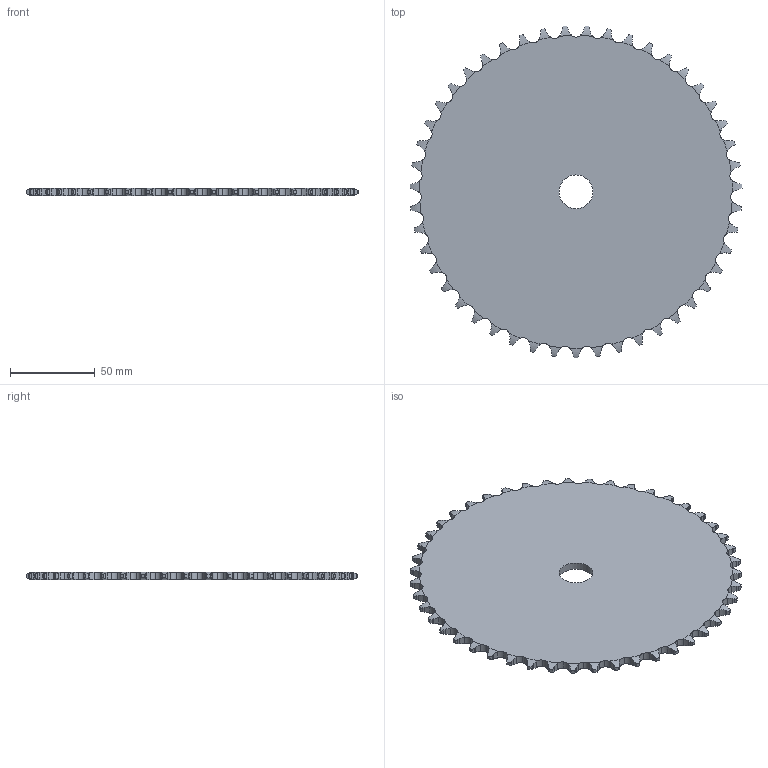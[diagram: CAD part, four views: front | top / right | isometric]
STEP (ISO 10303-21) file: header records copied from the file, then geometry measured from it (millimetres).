
FILE_DESCRIPTION(('FreeCAD Model'),'2;1');
FILE_NAME('Open CASCADE Shape Model','2022-02-19T16:10:37',('FreeCAD'),( 'FreeCAD'),'Open CASCADE STEP processor 7.4','FreeCAD','Unknown');
FILE_SCHEMA(('AUTOMOTIVE_DESIGN { 1 0 10303 214 1 1 1 1 }'));
Products named in the file (1): Open CASCADE STEP translator 7.4 83
Bounding box: 195.55 x 195.44 x 4.5 mm (x, y, z)
Volume: 122218.8 mm3; surface area: 58531.7 mm2
Topology: 1 solids, 1 shells, 522 faces, 1560 edges, 1040 vertices
Faces by surface type: cylinder 330, plane 96, torus 96
Full cylindrical faces by diameter (mm): 20 x1
Entity records: 47346 total; most frequent: CARTESIAN_POINT 21111, DIRECTION 3560, ORIENTED_EDGE 3120, PCURVE 3120, DEFINITIONAL_REPRESENTATION 3120, B_SPLINE_CURVE_WITH_KNOTS 2262, LINE 1750, VECTOR 1750
